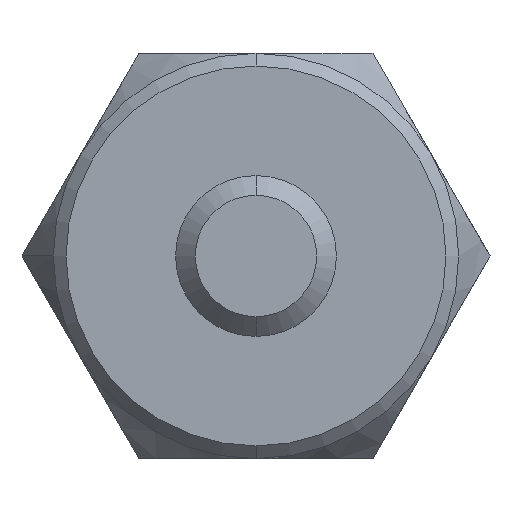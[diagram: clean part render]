
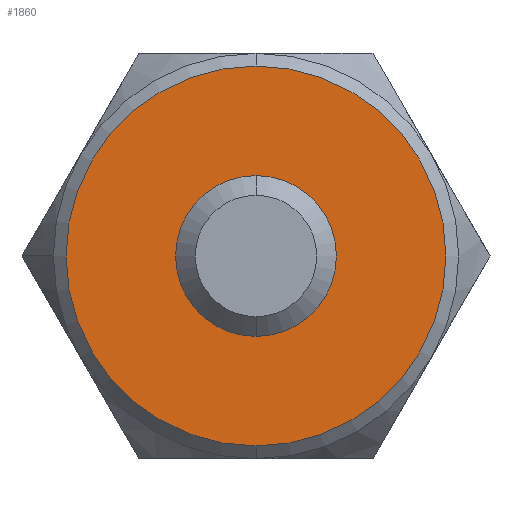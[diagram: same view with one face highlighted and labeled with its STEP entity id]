
A CAD part, front view. The second image highlights one B-rep face of the part: STEP entity #1860.
In plain terms, the highlighted planar face has unit normal (0, -1, 0).
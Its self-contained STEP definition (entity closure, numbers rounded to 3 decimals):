
#44 = CIRCLE ( 'NONE', #968, 2.395 ) ;
#119 = EDGE_LOOP ( 'NONE', ( #1732, #1617 ) ) ;
#137 = PLANE ( 'NONE',  #880 ) ;
#153 = DIRECTION ( 'NONE',  ( 0., -1., 0. ) ) ;
#190 = CARTESIAN_POINT ( 'NONE',  ( 0., 7., -7.5 ) ) ;
#274 = DIRECTION ( 'NONE',  ( 0., 1., 0. ) ) ;
#276 = CIRCLE ( 'NONE', #1501, 7.5 ) ;
#315 = CIRCLE ( 'NONE', #370, 2.395 ) ;
#357 = DIRECTION ( 'NONE',  ( 0., -1., 0. ) ) ;
#370 = AXIS2_PLACEMENT_3D ( 'NONE', #410, #274, #720 ) ;
#403 = CARTESIAN_POINT ( 'NONE',  ( 0., 7., 7.5 ) ) ;
#410 = CARTESIAN_POINT ( 'NONE',  ( 0., 7., 0. ) ) ;
#452 = DIRECTION ( 'NONE',  ( 0., -1., 0. ) ) ;
#674 = DIRECTION ( 'NONE',  ( 0., 0., 1. ) ) ;
#720 = DIRECTION ( 'NONE',  ( 0., 0., 1. ) ) ;
#743 = EDGE_CURVE ( 'NONE', #1512, #1540, #1085, .T. ) ;
#761 = CARTESIAN_POINT ( 'NONE',  ( 0., 7., 0. ) ) ;
#772 = VERTEX_POINT ( 'NONE', #1644 ) ;
#801 = CARTESIAN_POINT ( 'NONE',  ( 0., 7., 0. ) ) ;
#811 = DIRECTION ( 'NONE',  ( 0., 0., -1. ) ) ;
#826 = CARTESIAN_POINT ( 'NONE',  ( 0., 7., -2.395 ) ) ;
#880 = AXIS2_PLACEMENT_3D ( 'NONE', #1342, #452, #1637 ) ;
#917 = AXIS2_PLACEMENT_3D ( 'NONE', #761, #153, #1495 ) ;
#950 = EDGE_LOOP ( 'NONE', ( #1866, #1181 ) ) ;
#968 = AXIS2_PLACEMENT_3D ( 'NONE', #1410, #1304, #674 ) ;
#1016 = FACE_OUTER_BOUND ( 'NONE', #119, .T. ) ;
#1024 = EDGE_CURVE ( 'NONE', #1540, #1512, #276, .T. ) ;
#1085 = CIRCLE ( 'NONE', #917, 7.5 ) ;
#1158 = EDGE_CURVE ( 'NONE', #772, #1269, #315, .T. ) ;
#1181 = ORIENTED_EDGE ( 'NONE', *, *, #1338, .T. ) ;
#1269 = VERTEX_POINT ( 'NONE', #826 ) ;
#1304 = DIRECTION ( 'NONE',  ( 0., 1., 0. ) ) ;
#1338 = EDGE_CURVE ( 'NONE', #1269, #772, #44, .T. ) ;
#1342 = CARTESIAN_POINT ( 'NONE',  ( 0., 7., 0. ) ) ;
#1410 = CARTESIAN_POINT ( 'NONE',  ( 0., 7., 0. ) ) ;
#1495 = DIRECTION ( 'NONE',  ( 0., 0., -1. ) ) ;
#1501 = AXIS2_PLACEMENT_3D ( 'NONE', #801, #357, #811 ) ;
#1512 = VERTEX_POINT ( 'NONE', #403 ) ;
#1540 = VERTEX_POINT ( 'NONE', #190 ) ;
#1617 = ORIENTED_EDGE ( 'NONE', *, *, #1024, .T. ) ;
#1637 = DIRECTION ( 'NONE',  ( 0., 0., -1. ) ) ;
#1644 = CARTESIAN_POINT ( 'NONE',  ( 0., 7., 2.395 ) ) ;
#1732 = ORIENTED_EDGE ( 'NONE', *, *, #743, .T. ) ;
#1860 = ADVANCED_FACE ( 'NONE', ( #1016, #1873 ), #137, .T. ) ;
#1866 = ORIENTED_EDGE ( 'NONE', *, *, #1158, .T. ) ;
#1873 = FACE_BOUND ( 'NONE', #950, .T. ) ;
